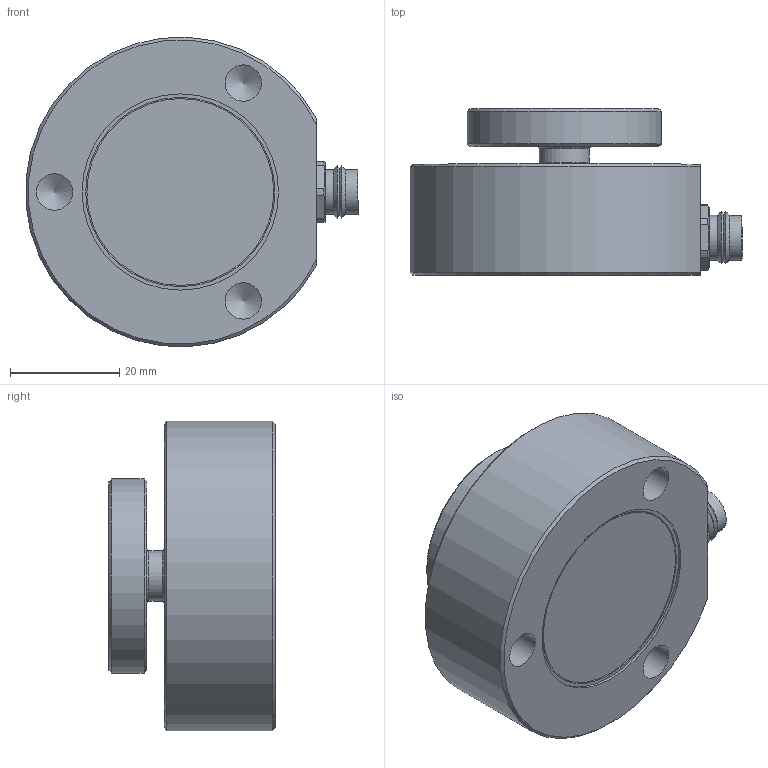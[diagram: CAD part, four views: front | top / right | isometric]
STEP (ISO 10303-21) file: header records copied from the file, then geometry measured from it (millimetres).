
FILE_DESCRIPTION(/* description */ (''),/* implementation_level */ '2;1');
FILE_NAME(/* name */ 'FO1390-A.stp',/* time_stamp */ '2015-05-18T21:48:14-07:00',/* author */ ('richard'),/* organization */ (''),/* preprocessor_version */ 'ST-DEVELOPER v15.6',/* originating_system */ 'Autodesk Inventor 2015',/* authorisation */ '');
FILE_SCHEMA (('AUTOMOTIVE_DESIGN { 1 0 10303 214 3 1 1 }'));
Length unit declared in the file: inch
Products named in the file (1): Assembly-A_Shrinkwrap_1
Bounding box: 60.71 x 30.48 x 56.57 mm (x, y, z)
Volume: 54745.5 mm3; surface area: 13046.4 mm2
Topology: 1 solids, 1 shells, 172 faces, 385 edges, 251 vertices
Faces by surface type: cylinder 65, plane 45, cone 36, bspline 22, torus 4
Full cylindrical faces by diameter (mm): 0.57 x12, 0.79 x12, 0.8 x12, 6.655 x6, 7.2 x1, 7.57 x1, 8.16 x1, 8.2 x1, 9.144 x1, 14.224 x1, 34.163 x1, 34.62 x1, 35.56 x1, 35.89 x1
Entity records: 5006 total; most frequent: CARTESIAN_POINT 1485, DIRECTION 728, ORIENTED_EDGE 528, AXIS2_PLACEMENT_3D 349, EDGE_LOOP 302, EDGE_CURVE 264, VERTEX_POINT 218, CIRCLE 198
